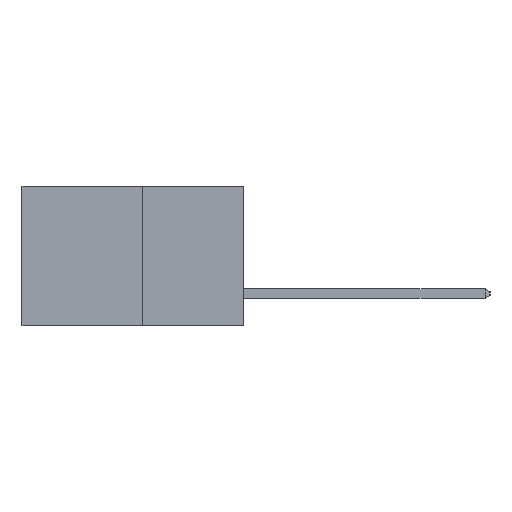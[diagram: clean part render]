
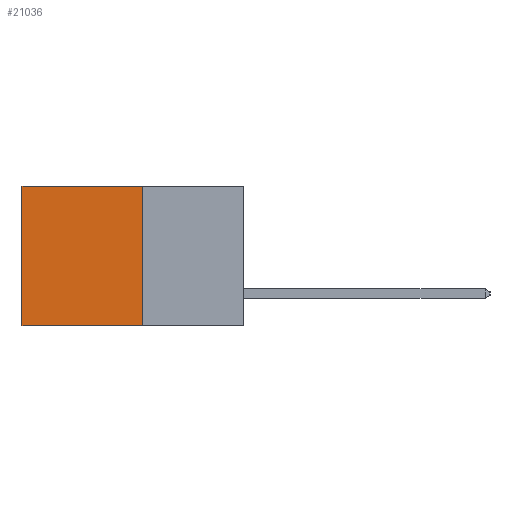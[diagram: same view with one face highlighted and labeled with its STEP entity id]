
A CAD part, left-side view. The second image highlights one B-rep face of the part: STEP entity #21036.
In plain terms, the highlighted planar face has unit normal (-1, 0, 0).
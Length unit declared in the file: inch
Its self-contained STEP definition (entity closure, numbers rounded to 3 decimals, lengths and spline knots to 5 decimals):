
#520 = DIRECTION ( 'NONE',  ( 0., 1., 0. ) ) ;
#1969 = EDGE_CURVE ( 'NONE', #20601, #14442, #15344, .T. ) ;
#2108 = LINE ( 'NONE', #12393, #6576 ) ;
#3446 = CARTESIAN_POINT ( 'NONE',  ( 0.277, 0.27, -0.37 ) ) ;
#3904 = EDGE_LOOP ( 'NONE', ( #4391, #15025, #11528, #14622 ) ) ;
#4391 = ORIENTED_EDGE ( 'NONE', *, *, #13522, .T. ) ;
#5009 = VERTEX_POINT ( 'NONE', #6455 ) ;
#6455 = CARTESIAN_POINT ( 'NONE',  ( 0.277, 0.59, -0.37 ) ) ;
#6517 = AXIS2_PLACEMENT_3D ( 'NONE', #6889, #18325, #8546 ) ;
#6576 = VECTOR ( 'NONE', #7490, 39.37008 ) ;
#6889 = CARTESIAN_POINT ( 'NONE',  ( 0.277, 0.27, -0.37 ) ) ;
#6895 = CARTESIAN_POINT ( 'NONE',  ( 0.277, 0.27, 0. ) ) ;
#7490 = DIRECTION ( 'NONE',  ( 0., 0., -1. ) ) ;
#8546 = DIRECTION ( 'NONE',  ( 0., 0., -1. ) ) ;
#9939 = VECTOR ( 'NONE', #520, 39.37008 ) ;
#9997 = EDGE_CURVE ( 'NONE', #15844, #5009, #14209, .T. ) ;
#10313 = VECTOR ( 'NONE', #13378, 39.37008 ) ;
#10844 = LINE ( 'NONE', #3446, #10313 ) ;
#11095 = CARTESIAN_POINT ( 'NONE',  ( 0.277, 0.59, 0. ) ) ;
#11528 = ORIENTED_EDGE ( 'NONE', *, *, #18031, .F. ) ;
#12393 = CARTESIAN_POINT ( 'NONE',  ( 0.277, 0.59, -0.37 ) ) ;
#12737 = FACE_OUTER_BOUND ( 'NONE', #3904, .T. ) ;
#13378 = DIRECTION ( 'NONE',  ( 0., 0., -1. ) ) ;
#13463 = PLANE ( 'NONE',  #6517 ) ;
#13522 = EDGE_CURVE ( 'NONE', #14442, #5009, #2108, .T. ) ;
#14209 = LINE ( 'NONE', #21067, #15757 ) ;
#14442 = VERTEX_POINT ( 'NONE', #11095 ) ;
#14622 = ORIENTED_EDGE ( 'NONE', *, *, #1969, .T. ) ;
#14918 = CARTESIAN_POINT ( 'NONE',  ( 0.277, 0.27, -0.37 ) ) ;
#15025 = ORIENTED_EDGE ( 'NONE', *, *, #9997, .F. ) ;
#15344 = LINE ( 'NONE', #6895, #9939 ) ;
#15635 = CARTESIAN_POINT ( 'NONE',  ( 0.277, 0.27, 0. ) ) ;
#15757 = VECTOR ( 'NONE', #20977, 39.37008 ) ;
#15844 = VERTEX_POINT ( 'NONE', #14918 ) ;
#18031 = EDGE_CURVE ( 'NONE', #20601, #15844, #10844, .T. ) ;
#18325 = DIRECTION ( 'NONE',  ( 1., 0., 0. ) ) ;
#20601 = VERTEX_POINT ( 'NONE', #15635 ) ;
#20977 = DIRECTION ( 'NONE',  ( 0., 1., 0. ) ) ;
#21036 = ADVANCED_FACE ( 'NONE', ( #12737 ), #13463, .F. ) ;
#21067 = CARTESIAN_POINT ( 'NONE',  ( 0.277, 0.27, -0.37 ) ) ;
